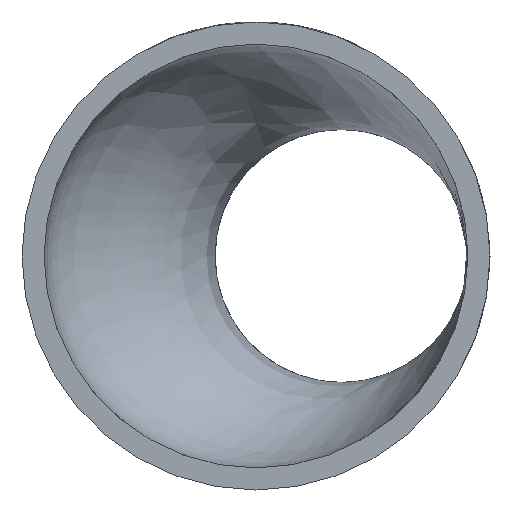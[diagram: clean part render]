
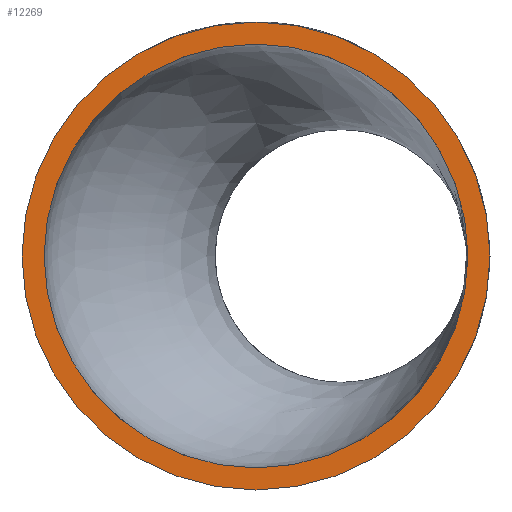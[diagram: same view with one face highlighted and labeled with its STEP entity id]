
A CAD part, left-side view. The second image highlights one B-rep face of the part: STEP entity #12269.
In plain terms, the highlighted planar face has unit normal (-1, 0, 0).
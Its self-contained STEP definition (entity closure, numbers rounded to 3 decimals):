
#51 = AXIS2_PLACEMENT_3D ( 'NONE', #10343, #10197, #4995 ) ;
#176 = VERTEX_POINT ( 'NONE', #8730 ) ;
#182 = ORIENTED_EDGE ( 'NONE', *, *, #11488, .F. ) ;
#1233 = VERTEX_POINT ( 'NONE', #12067 ) ;
#2790 = CIRCLE ( 'NONE', #4154, 21.2 ) ;
#3501 = FACE_BOUND ( 'NONE', #13274, .T. ) ;
#4154 = AXIS2_PLACEMENT_3D ( 'NONE', #7139, #8309, #11427 ) ;
#4502 = FACE_OUTER_BOUND ( 'NONE', #10986, .T. ) ;
#4995 = DIRECTION ( 'NONE',  ( 0., 0., 1. ) ) ;
#5699 = DIRECTION ( 'NONE',  ( 0., 0., 1. ) ) ;
#6752 = DIRECTION ( 'NONE',  ( -1., 0., 0. ) ) ;
#7139 = CARTESIAN_POINT ( 'NONE',  ( 0., 0., 0. ) ) ;
#7546 = AXIS2_PLACEMENT_3D ( 'NONE', #7883, #6752, #5699 ) ;
#7883 = CARTESIAN_POINT ( 'NONE',  ( 0., 0., 0. ) ) ;
#8309 = DIRECTION ( 'NONE',  ( -1., 0., 0. ) ) ;
#8730 = CARTESIAN_POINT ( 'NONE',  ( 0., 0., 21.2 ) ) ;
#10197 = DIRECTION ( 'NONE',  ( -1., 0., 0. ) ) ;
#10343 = CARTESIAN_POINT ( 'NONE',  ( 0., 0., 0. ) ) ;
#10667 = CIRCLE ( 'NONE', #51, 19.2 ) ;
#10986 = EDGE_LOOP ( 'NONE', ( #13489 ) ) ;
#11427 = DIRECTION ( 'NONE',  ( 0., 0., 1. ) ) ;
#11488 = EDGE_CURVE ( 'NONE', #1233, #1233, #10667, .T. ) ;
#12042 = PLANE ( 'NONE',  #7546 ) ;
#12067 = CARTESIAN_POINT ( 'NONE',  ( 0., 0., 19.2 ) ) ;
#12108 = EDGE_CURVE ( 'NONE', #176, #176, #2790, .T. ) ;
#12269 = ADVANCED_FACE ( 'NONE', ( #3501, #4502 ), #12042, .T. ) ;
#13274 = EDGE_LOOP ( 'NONE', ( #182 ) ) ;
#13489 = ORIENTED_EDGE ( 'NONE', *, *, #12108, .T. ) ;
